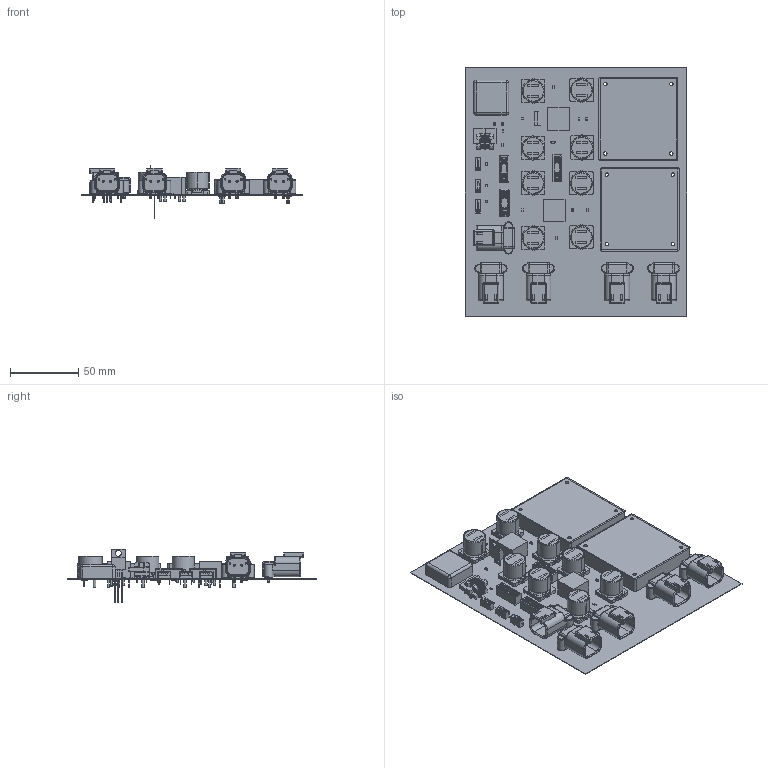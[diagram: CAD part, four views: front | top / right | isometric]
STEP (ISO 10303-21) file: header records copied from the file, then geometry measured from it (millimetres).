
FILE_DESCRIPTION(('Open CASCADE Model'),'2;1');
FILE_NAME('Open CASCADE Shape Model','2024-06-12T23:27:02',('Author'),( 'Open CASCADE'),'Open CASCADE STEP processor 7.5','Open CASCADE 7.5' ,'Unknown');
FILE_SCHEMA(('AUTOMOTIVE_DESIGN { 1 0 10303 214 1 1 1 1 }'));
Length unit declared in the file: millimetre
Products named in the file (96): PCB; Board; Open CASCADE STEP translator 7.5 2.1.1; R24V; 5834106800; term1; term2; body; 24V; 5834108000; 24V_T; 5V; L5V; 5834107840; 5834104320; Base_switch; clip; base; 24T; R_rev_pol; 5834107760; R24V_T; R5V; 5834109680; Q1; 5834109280; Tab; Body; PinsArray; L_T; 5834102480; Leads; L1; 5834106960; Gnd; 5834111600; fuz_hol_T; 5834107520; fuz_hol_24; fuz_hol_5V ...
Assembly tree (126 placements, depth 4):
  PCB
    Board
      Open CASCADE STEP translator 7.5 2.1.1
    R24V
      5834106800
        term1
        term2
        body
    24V
      5834108000
    24V_T
      5834108000
    5V
      5834108000
    L5V
      5834107840
    24V
      5834104320
        Base_switch
        clip
        base
    24T
      5834104320
        Base_switch
        clip
        base
    5V
      5834104320
        Base_switch
        clip
        base
    R_rev_pol
      5834107760
        term1
        term2
        body
    R24V_T
      5834106800
        term1
        term2
        body
    R5V
      5834109680
        term1
        term2
        body
    Q1
      5834109280
        Tab
        Body
        PinsArray
    L_T
      5834102480
        Body
        Leads
    L1
      5834106960
        Body
        Leads
    Gnd
Bounding box: 161.54 x 181.61 x 39.37 mm (x, y, z)
Volume: 186622.5 mm3; surface area: 141537.9 mm2
Topology: 151 solids, 159 shells, 5082 faces, 12856 edges, 8029 vertices
Faces by surface type: plane 2785, cylinder 1442, bspline 314, torus 277, sphere 192, cone 72
Full cylindrical faces by diameter (mm): 0.8 x10, 1 x6, 1.2 x16, 1.25 x6, 1.39 x3, 1.6 x12, 1.8 x8, 1.81 x10, 2 x8, 2.03 x10, 2.2 x4, 3.2 x8, 4.233 x1
Entity records: 73270 total; most frequent: CARTESIAN_POINT 16674, DIRECTION 10085, ORIENTED_EDGE 9948, EDGE_CURVE 5039, AXIS2_PLACEMENT_3D 3631, VERTEX_POINT 3141, LINE 2823, VECTOR 2823
